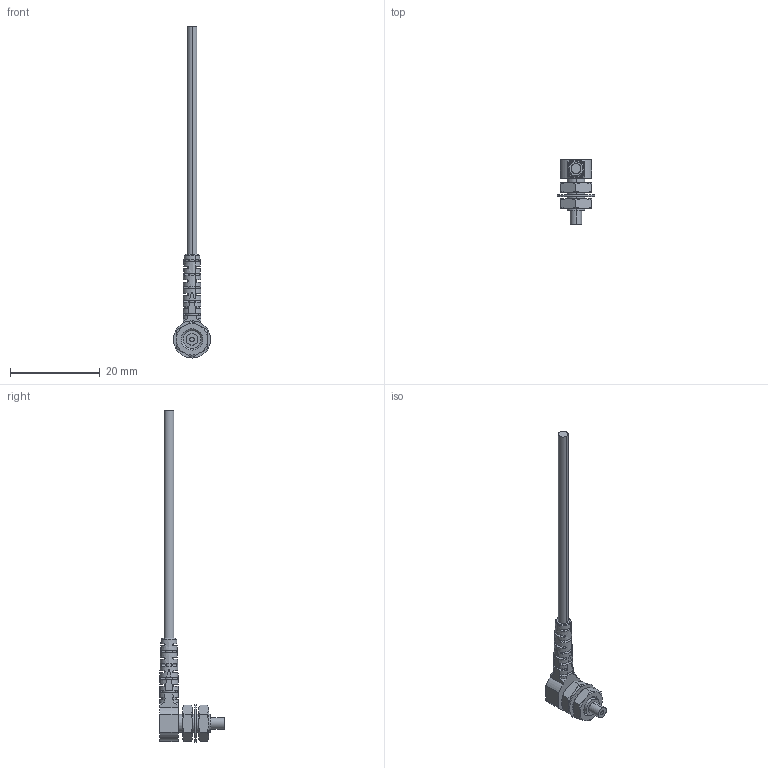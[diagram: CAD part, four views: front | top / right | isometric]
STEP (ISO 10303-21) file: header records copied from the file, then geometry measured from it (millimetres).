
FILE_DESCRIPTION((''),'2;1');
FILE_NAME('182756_ASM','2014-08-05T',('pdmadmin'),(''),'PRO/ENGINEER BY PARAMETRIC TECHNOLOGY CORPORATION, 2013230','PRO/ENGINEER BY PARAMETRIC TECHNOLOGY CORPORATION, 2013230','');
FILE_SCHEMA(('CONFIG_CONTROL_DESIGN'));
Length unit declared in the file: millimetre
Products named in the file (5): 93161; M4_NUT; 4_WASHER; 93161_ASM; 182756_ASM
Assembly tree (5 placements, depth 3):
  182756_ASM
    93161_ASM
      93161
      M4_NUT  x2
      4_WASHER
Bounding box: 8.3 x 14.4 x 74.15 mm (x, y, z)
Volume: 138.1 mm3; surface area: 1278.3 mm2
Topology: 3 solids, 4 shells, 229 faces, 582 edges, 363 vertices
Faces by surface type: plane 93, cylinder 88, cone 40, bspline 8
Entity records: 7529 total; most frequent: CARTESIAN_POINT 2640, ORIENTED_EDGE 1026, DIRECTION 957, EDGE_CURVE 522, AXIS2_PLACEMENT_3D 367, VERTEX_POINT 329, VECTOR 223, LINE 223
